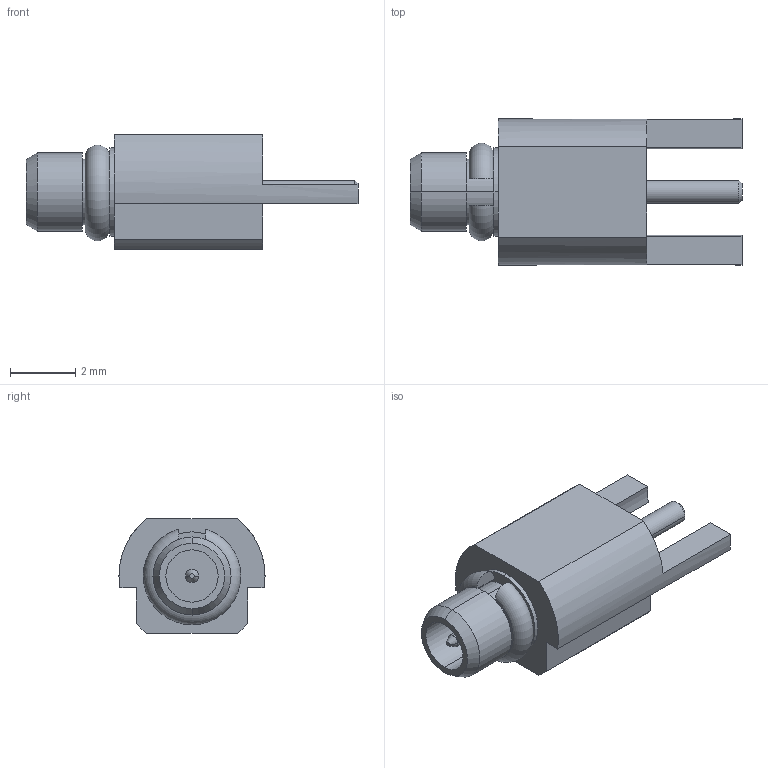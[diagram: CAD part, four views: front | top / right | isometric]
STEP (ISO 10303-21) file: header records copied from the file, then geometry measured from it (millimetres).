
FILE_DESCRIPTION((''),'2;1');
FILE_NAME('262106_SW0002','2020-05-27T16:07:37',('karthik'),(''),'CREO PARAMETRIC BY PTC INC, 2019444','CREO PARAMETRIC BY PTC INC, 2019444','');
FILE_SCHEMA(('CONFIG_CONTROL_DESIGN'));
Length unit declared in the file: millimetre
Products named in the file (1): 262106_SW0002
Bounding box: 10.16 x 4.47 x 3.51 mm (x, y, z)
Volume: 73.1 mm3; surface area: 159.3 mm2
Topology: 1 solids, 1 shells, 50 faces, 114 edges, 74 vertices
Faces by surface type: plane 22, cylinder 19, cone 8, torus 1
Entity records: 1498 total; most frequent: CARTESIAN_POINT 280, DIRECTION 264, ORIENTED_EDGE 228, EDGE_CURVE 114, AXIS2_PLACEMENT_3D 102, VERTEX_POINT 74, VECTOR 60, LINE 60
